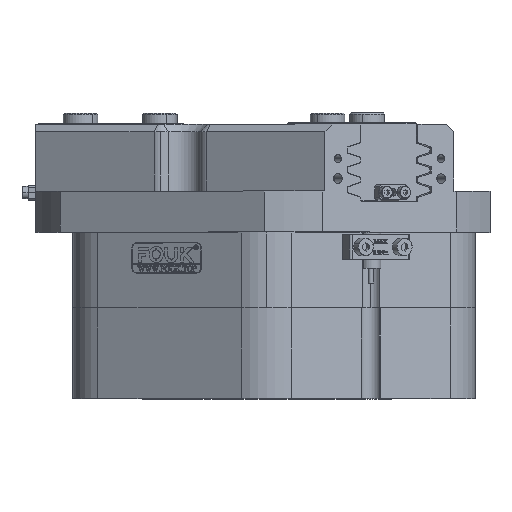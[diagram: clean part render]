
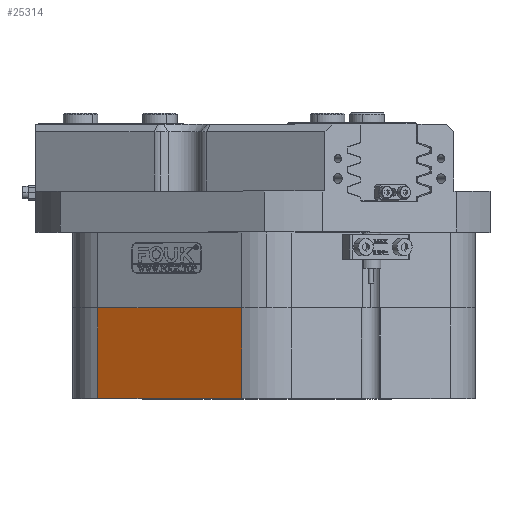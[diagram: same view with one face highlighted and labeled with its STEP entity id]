
A CAD part, top view. The second image highlights one B-rep face of the part: STEP entity #25314.
In plain terms, the highlighted face is planar.
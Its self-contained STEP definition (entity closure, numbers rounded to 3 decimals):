
#1045 = ORIENTED_EDGE ( 'NONE', *, *, #10922, .T. ) ;
#1192 = FACE_OUTER_BOUND ( 'NONE', #32915, .T. ) ;
#3213 = DIRECTION ( 'NONE',  ( 0.5, 0., -0.866 ) ) ;
#3526 = VECTOR ( 'NONE', #34189, 1000. ) ;
#4219 = ORIENTED_EDGE ( 'NONE', *, *, #5476, .T. ) ;
#5476 = EDGE_CURVE ( 'NONE', #54217, #18597, #41526, .T. ) ;
#7462 = CARTESIAN_POINT ( 'NONE',  ( 164., 0., 0. ) ) ;
#8454 = CARTESIAN_POINT ( 'NONE',  ( 164., 36.5, 0. ) ) ;
#10922 = EDGE_CURVE ( 'NONE', #18597, #38981, #18583, .T. ) ;
#11324 = EDGE_CURVE ( 'NONE', #31029, #54217, #25195, .T. ) ;
#13939 = VECTOR ( 'NONE', #51627, 1000. ) ;
#14298 = CARTESIAN_POINT ( 'NONE',  ( 41., 0., -71.014 ) ) ;
#16754 = CARTESIAN_POINT ( 'NONE',  ( 12., 0., -87.757 ) ) ;
#18583 = LINE ( 'NONE', #37643, #43039 ) ;
#18597 = VERTEX_POINT ( 'NONE', #16754 ) ;
#19637 = EDGE_CURVE ( 'NONE', #31029, #38981, #29321, .T. ) ;
#23600 = PLANE ( 'NONE',  #48929 ) ;
#23658 = CARTESIAN_POINT ( 'NONE',  ( 70., 0., -54.271 ) ) ;
#25195 = LINE ( 'NONE', #30328, #13939 ) ;
#25314 = ADVANCED_FACE ( 'NONE', ( #1192 ), #23600, .T. ) ;
#29321 = LINE ( 'NONE', #8454, #3526 ) ;
#30328 = CARTESIAN_POINT ( 'NONE',  ( 70., 0., -54.271 ) ) ;
#31029 = VERTEX_POINT ( 'NONE', #48028 ) ;
#32829 = DIRECTION ( 'NONE',  ( 0., 1., 0. ) ) ;
#32915 = EDGE_LOOP ( 'NONE', ( #46419, #41968, #4219, #1045 ) ) ;
#34189 = DIRECTION ( 'NONE',  ( -0.866, 0., -0.5 ) ) ;
#34731 = CARTESIAN_POINT ( 'NONE',  ( 12., 36.5, -87.757 ) ) ;
#36343 = DIRECTION ( 'NONE',  ( -0.866, 0., -0.5 ) ) ;
#37643 = CARTESIAN_POINT ( 'NONE',  ( 12., 0., -87.757 ) ) ;
#38981 = VERTEX_POINT ( 'NONE', #34731 ) ;
#41526 = LINE ( 'NONE', #14298, #50104 ) ;
#41968 = ORIENTED_EDGE ( 'NONE', *, *, #11324, .T. ) ;
#43039 = VECTOR ( 'NONE', #32829, 1000. ) ;
#44096 = DIRECTION ( 'NONE',  ( -0.866, 0., -0.5 ) ) ;
#46419 = ORIENTED_EDGE ( 'NONE', *, *, #19637, .F. ) ;
#48028 = CARTESIAN_POINT ( 'NONE',  ( 70., 36.5, -54.271 ) ) ;
#48929 = AXIS2_PLACEMENT_3D ( 'NONE', #7462, #3213, #36343 ) ;
#50104 = VECTOR ( 'NONE', #44096, 1000. ) ;
#51627 = DIRECTION ( 'NONE',  ( 0., -1., 0. ) ) ;
#54217 = VERTEX_POINT ( 'NONE', #23658 ) ;
